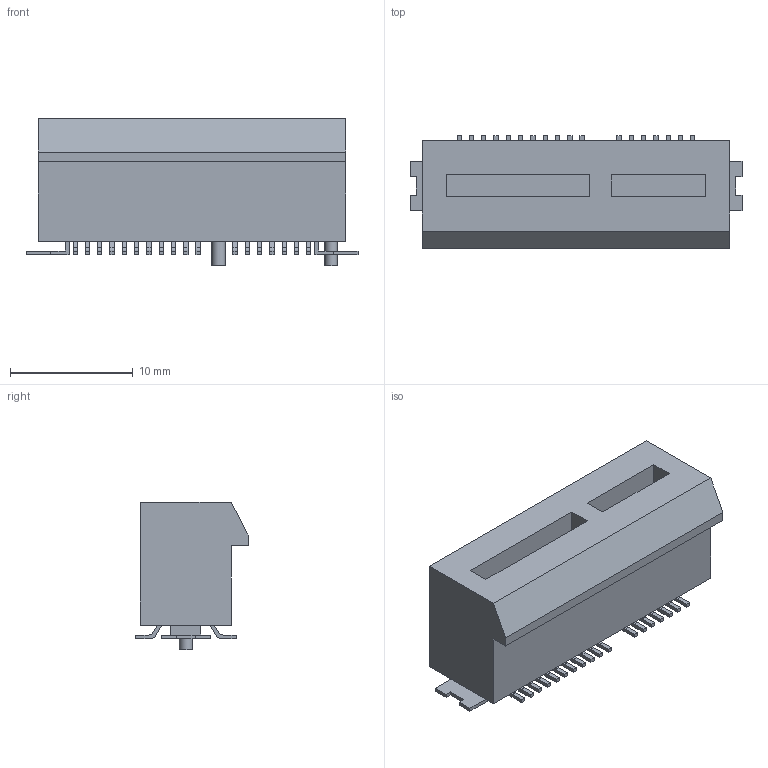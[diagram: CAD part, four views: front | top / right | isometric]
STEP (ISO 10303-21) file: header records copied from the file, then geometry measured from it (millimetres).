
FILE_DESCRIPTION(/* description */ (''),/* implementation_level */ '2;1');
FILE_NAME(/* name */ '10061913.step',/* time_stamp */ '2018-09-21T16:36:47-05:00',/* author */ ('bmboucher'),/* organization */ (''),/* preprocessor_version */ 'ST-DEVELOPER v17.2',/* originating_system */ 'Autodesk Translation Framework v7.6.0.251',/* authorisation */ '');
FILE_SCHEMA (('AUTOMOTIVE_DESIGN { 1 0 10303 214 3 1 1 }'));
Length unit declared in the file: millimetre
Products named in the file (1): 10061913
Bounding box: 27 x 9.2 x 12 mm (x, y, z)
Volume: 1686.9 mm3; surface area: 1613.5 mm2
Topology: 39 solids, 39 shells, 416 faces, 1004 edges, 670 vertices
Faces by surface type: plane 341, cylinder 75
Full cylindrical faces by diameter (mm): 1 x2, 1.08 x1
Entity records: 12029 total; most frequent: CARTESIAN_POINT 2091, ORIENTED_EDGE 2008, DIRECTION 1990, EDGE_CURVE 1004, LINE 852, VECTOR 852, VERTEX_POINT 670, AXIS2_PLACEMENT_3D 569
